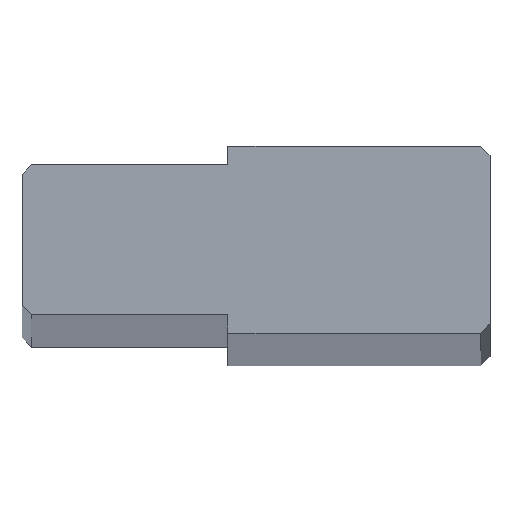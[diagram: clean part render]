
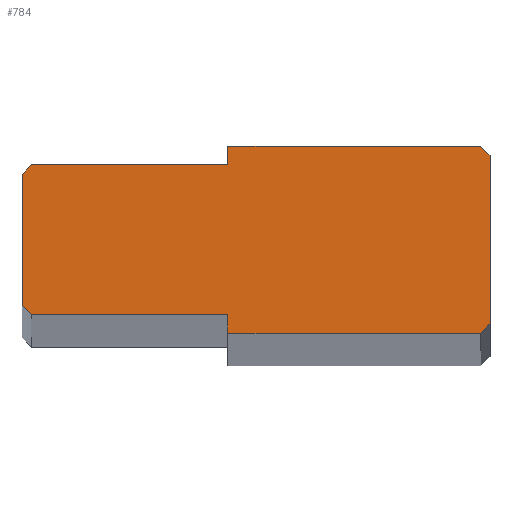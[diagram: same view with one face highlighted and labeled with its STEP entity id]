
A CAD part, top view. The second image highlights one B-rep face of the part: STEP entity #784.
In plain terms, the highlighted planar face has unit normal (0, 0, 1).
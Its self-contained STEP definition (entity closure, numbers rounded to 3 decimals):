
#455=DIRECTION('',(-0.707,0.707,0.));
#456=VECTOR('',#455,0.707);
#457=CARTESIAN_POINT('',(12.5,4.5,500.));
#458=LINE('',#457,#456);
#462=DIRECTION('',(0.,1.,0.));
#463=VECTOR('',#462,9.);
#464=CARTESIAN_POINT('',(12.5,-4.5,500.));
#465=LINE('',#464,#463);
#469=DIRECTION('',(0.707,0.707,0.));
#470=VECTOR('',#469,0.707);
#471=CARTESIAN_POINT('',(12.,-5.,500.));
#472=LINE('',#471,#470);
#476=DIRECTION('',(1.,0.,0.));
#477=VECTOR('',#476,13.5);
#478=CARTESIAN_POINT('',(-1.5,-5.,500.));
#479=LINE('',#478,#477);
#483=DIRECTION('',(0.,1.,0.));
#484=VECTOR('',#483,1.);
#485=CARTESIAN_POINT('',(-1.5,-5.,500.));
#486=LINE('',#485,#484);
#490=DIRECTION('',(1.,0.,0.));
#491=VECTOR('',#490,10.5);
#492=CARTESIAN_POINT('',(-12.,-4.,500.));
#493=LINE('',#492,#491);
#497=DIRECTION('',(0.707,-0.707,0.));
#498=VECTOR('',#497,0.707);
#499=CARTESIAN_POINT('',(-12.5,-3.5,500.));
#500=LINE('',#499,#498);
#504=DIRECTION('',(0.,-1.,0.));
#505=VECTOR('',#504,7.);
#506=CARTESIAN_POINT('',(-12.5,3.5,500.));
#507=LINE('',#506,#505);
#511=DIRECTION('',(-0.707,-0.707,0.));
#512=VECTOR('',#511,0.707);
#513=CARTESIAN_POINT('',(-12.,4.,500.));
#514=LINE('',#513,#512);
#518=DIRECTION('',(1.,0.,0.));
#519=VECTOR('',#518,10.5);
#520=CARTESIAN_POINT('',(-12.,4.,500.));
#521=LINE('',#520,#519);
#525=DIRECTION('',(0.,-1.,0.));
#526=VECTOR('',#525,1.);
#527=CARTESIAN_POINT('',(-1.5,5.,500.));
#528=LINE('',#527,#526);
#532=DIRECTION('',(-1.,0.,0.));
#533=VECTOR('',#532,13.5);
#534=CARTESIAN_POINT('',(12.,5.,500.));
#535=LINE('',#534,#533);
#585=CARTESIAN_POINT('',(12.5,4.5,500.));
#586=VERTEX_POINT('',#585);
#587=CARTESIAN_POINT('',(12.,5.,500.));
#588=VERTEX_POINT('',#587);
#591=CARTESIAN_POINT('',(12.5,-4.5,500.));
#592=VERTEX_POINT('',#591);
#595=CARTESIAN_POINT('',(12.,-5.,500.));
#596=VERTEX_POINT('',#595);
#605=CARTESIAN_POINT('',(-1.5,5.,500.));
#606=CARTESIAN_POINT('',(-1.5,4.,500.));
#607=VERTEX_POINT('',#605);
#608=VERTEX_POINT('',#606);
#609=CARTESIAN_POINT('',(-1.5,-5.,500.));
#610=CARTESIAN_POINT('',(-1.5,-4.,500.));
#611=VERTEX_POINT('',#609);
#612=VERTEX_POINT('',#610);
#617=CARTESIAN_POINT('',(-12.,4.,500.));
#618=VERTEX_POINT('',#617);
#619=CARTESIAN_POINT('',(-12.5,3.5,500.));
#620=VERTEX_POINT('',#619);
#621=CARTESIAN_POINT('',(-12.5,-3.5,500.));
#622=CARTESIAN_POINT('',(-12.,-4.,500.));
#623=VERTEX_POINT('',#621);
#624=VERTEX_POINT('',#622);
#760=CARTESIAN_POINT('',(0.,0.,500.));
#761=DIRECTION('',(0.,0.,1.));
#762=DIRECTION('',(1.,0.,0.));
#763=AXIS2_PLACEMENT_3D('',#760,#761,#762);
#764=PLANE('',#763);
#765=ORIENTED_EDGE('',*,*,#669,.F.);
#766=ORIENTED_EDGE('',*,*,#685,.F.);
#767=ORIENTED_EDGE('',*,*,#698,.F.);
#768=ORIENTED_EDGE('',*,*,#713,.F.);
#769=ORIENTED_EDGE('',*,*,#726,.T.);
#770=ORIENTED_EDGE('',*,*,#739,.F.);
#771=ORIENTED_EDGE('',*,*,#751,.F.);
#773=ORIENTED_EDGE('',*,*,#772,.F.);
#775=ORIENTED_EDGE('',*,*,#774,.F.);
#777=ORIENTED_EDGE('',*,*,#776,.T.);
#779=ORIENTED_EDGE('',*,*,#778,.F.);
#781=ORIENTED_EDGE('',*,*,#780,.F.);
#782=EDGE_LOOP('',(#765,#766,#767,#768,#769,#770,#771,#773,#775,#777,#779,
#781));
#783=FACE_OUTER_BOUND('',#782,.F.);
#669=EDGE_CURVE('',#586,#588,#458,.T.);
#685=EDGE_CURVE('',#592,#586,#465,.T.);
#698=EDGE_CURVE('',#596,#592,#472,.T.);
#713=EDGE_CURVE('',#611,#596,#479,.T.);
#726=EDGE_CURVE('',#611,#612,#486,.T.);
#739=EDGE_CURVE('',#624,#612,#493,.T.);
#751=EDGE_CURVE('',#623,#624,#500,.T.);
#772=EDGE_CURVE('',#620,#623,#507,.T.);
#774=EDGE_CURVE('',#618,#620,#514,.T.);
#776=EDGE_CURVE('',#618,#608,#521,.T.);
#778=EDGE_CURVE('',#607,#608,#528,.T.);
#780=EDGE_CURVE('',#588,#607,#535,.T.);
#784=ADVANCED_FACE('',(#783),#764,.T.);
